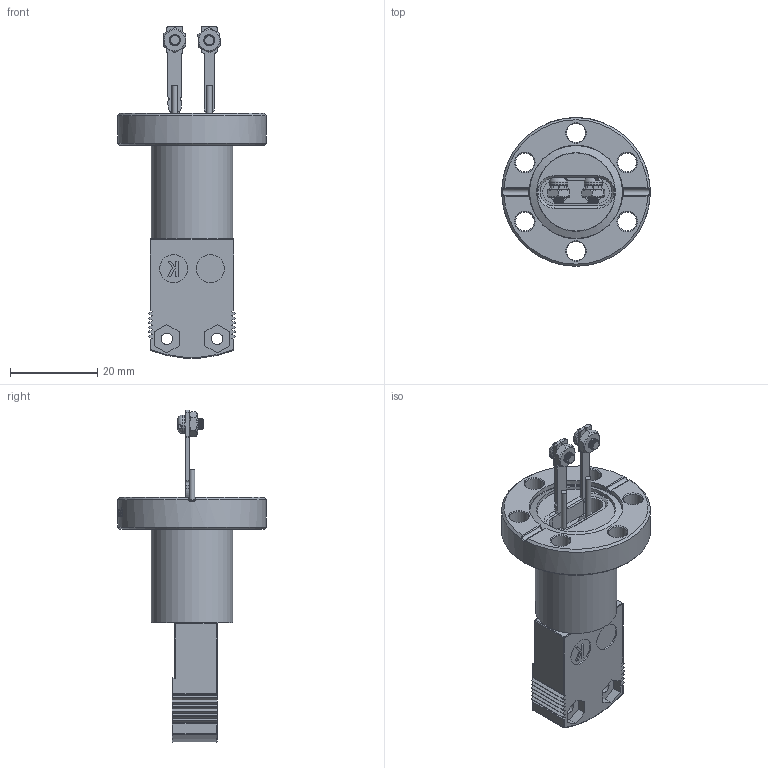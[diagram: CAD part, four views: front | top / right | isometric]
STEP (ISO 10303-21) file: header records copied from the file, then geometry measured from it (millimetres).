
FILE_DESCRIPTION (( 'STEP AP214' ), '1' );
FILE_NAME ('俋楷耀倰(湍脣芛)-TC-CF16-M2508K.STEP', '2024-08-22T03:39:50', ( '' ), ( '' ), 'SwSTEP 2.0', 'SolidWorks 2020', '' );
FILE_SCHEMA (( 'AUTOMOTIVE_DESIGN' ));
Length unit declared in the file: millimetre
Products named in the file (12): 俋楷耀倰(湍脣芛)-TC-CF16-M2508K; M2.5-6-坋珨趼羞; 外发模型-TC-16464L35（M25+TC插头）; 俋楷耀倰-TC-16464L35; 錨璃8^俋楷耀倰-TC-16464L35; M2.5蹟譫; NDL-L207-M2508K-; SHX-K-F; FL-TC-CF16-M2508K-2; NDL-L207-08K-; NDL-L207-M2508K+; NDL-L207-08K+
Assembly tree (13 placements, depth 4):
  俋楷耀倰(湍脣芛)-TC-CF16-M2508K
    FL-TC-CF16-M2508K-2
    外发模型-TC-16464L35（M25+TC插头）
      俋楷耀倰-TC-16464L35
        錨璃8^俋楷耀倰-TC-16464L35
      NDL-L207-08K-
      NDL-L207-08K+
      SHX-K-F
      NDL-L207-M2508K-
      NDL-L207-M2508K+
      M2.5蹟譫  x2
      M2.5-6-坋珨趼羞  x2
Bounding box: 34 x 34 x 75.93 mm (x, y, z)
Volume: 12276.3 mm3; surface area: 10429.4 mm2
Topology: 11 solids, 11 shells, 681 faces, 1959 edges, 1368 vertices
Faces by surface type: plane 440, cylinder 123, bspline 70, cone 32, sphere 10, torus 6
Full cylindrical faces by diameter (mm): 1.27 x4, 1.3 x2, 2.6 x2, 4.2 x2, 4.3 x6, 4.6 x4, 4.8 x2, 5.4 x2, 5.5 x4, 6.4 x2, 16.1 x1, 18.6 x1, 21.4 x1, 34 x1
Entity records: 29937 total; most frequent: CARTESIAN_POINT 13401, ORIENTED_EDGE 3536, DIRECTION 2882, EDGE_CURVE 1768, VERTEX_POINT 1276, LINE 1180, VECTOR 1180, AXIS2_PLACEMENT_3D 851
